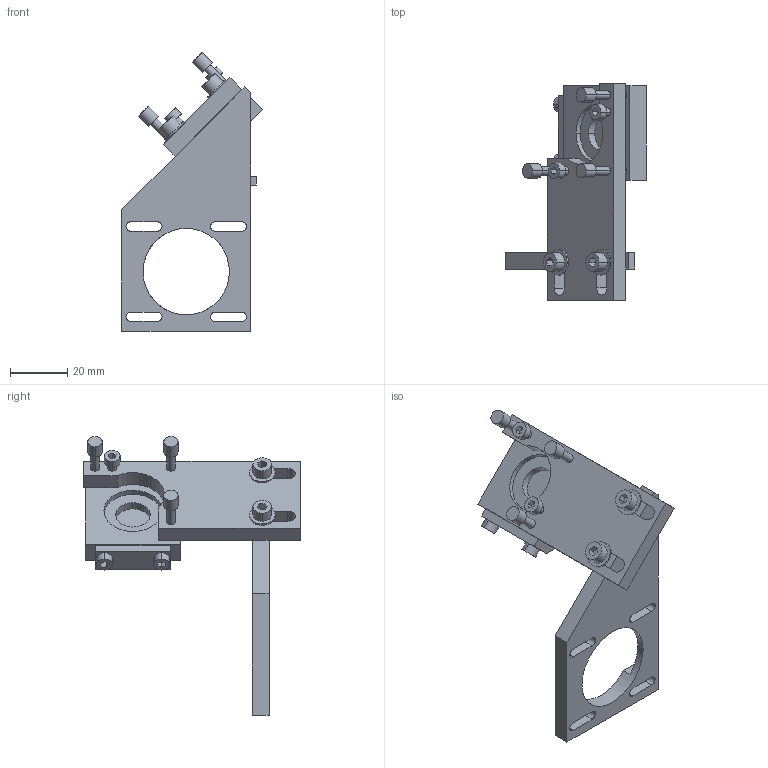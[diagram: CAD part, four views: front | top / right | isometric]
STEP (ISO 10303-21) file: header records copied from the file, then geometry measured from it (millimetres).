
FILE_DESCRIPTION (( 'STEP AP214' ), '1' );
FILE_NAME ('cloudray laser 2nd mirror.STEP', '2019-06-25T23:00:49', ( '' ), ( '' ), 'SwSTEP 2.0', 'SolidWorks 2016', '' );
FILE_SCHEMA (( 'AUTOMOTIVE_DESIGN' ));
Length unit declared in the file: millimetre
Products named in the file (1): cloudray laser 2nd mirror
Bounding box: 49.03 x 75.75 x 97.33 mm (x, y, z)
Volume: 31395.3 mm3; surface area: 17687.6 mm2
Topology: 1 solids, 2 shells, 185 faces, 459 edges, 300 vertices
Faces by surface type: plane 112, cylinder 69, cone 4
Entity records: 6739 total; most frequent: DIRECTION 979, CARTESIAN_POINT 945, ORIENTED_EDGE 918, EDGE_CURVE 459, AXIS2_PLACEMENT_3D 334, LINE 311, VECTOR 311, VERTEX_POINT 300
